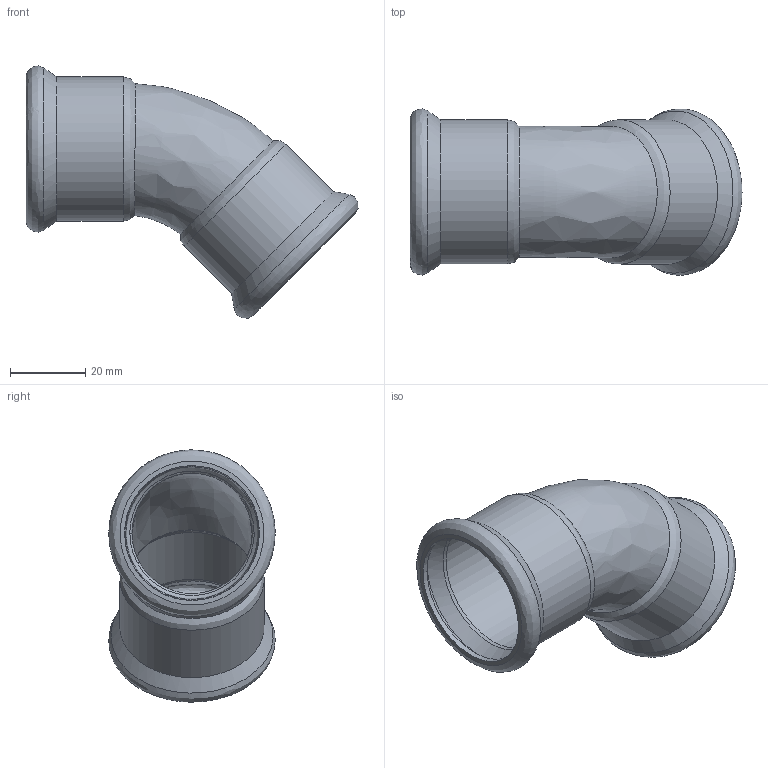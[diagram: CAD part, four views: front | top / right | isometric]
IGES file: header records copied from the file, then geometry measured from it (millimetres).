
Global section: file name: 34193; native system: Autodesk Inventor 2018; preprocessor: unknown; author: JANAN; date: 20220209.122415; units: millimetre
Bounding box: 88.42 x 44.28 x 67.17 mm (x, y, z)
Volume: 15850.9 mm3; surface area: 21369 mm2
Topology: 1 solids, 1 shells, 34 faces, 84 edges, 54 vertices
Faces by surface type: bspline 34
